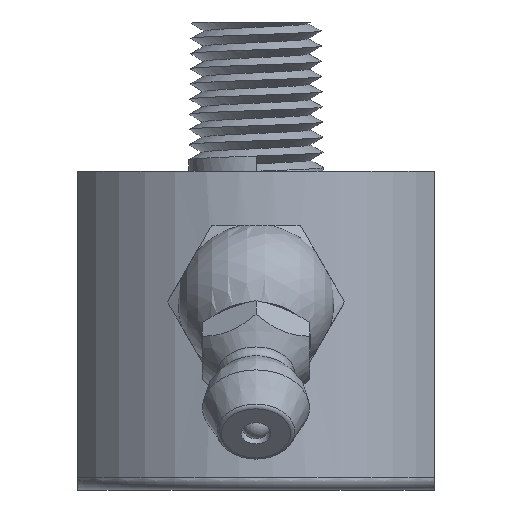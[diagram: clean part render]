
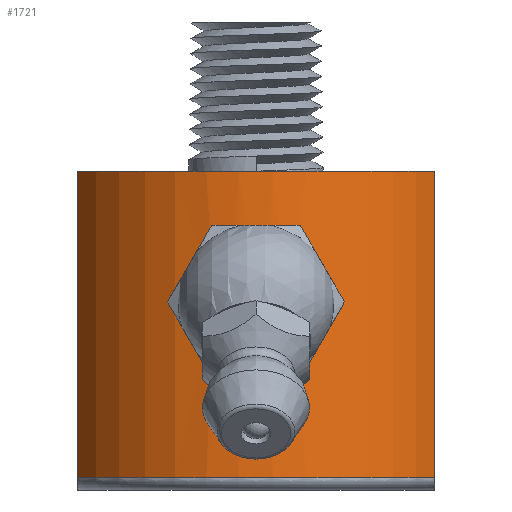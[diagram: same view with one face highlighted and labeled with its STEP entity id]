
A CAD part, front view. The second image highlights one B-rep face of the part: STEP entity #1721.
In plain terms, the highlighted cylindrical face has radius 12.7 mm (diameter 25.4 mm), a partial arc.
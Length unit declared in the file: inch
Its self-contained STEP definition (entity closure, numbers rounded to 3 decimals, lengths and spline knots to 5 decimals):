
#83=FACE_BOUND('',#288,.T.);
#146=CYLINDRICAL_SURFACE('',#1908,0.5);
#184=FACE_OUTER_BOUND('',#287,.T.);
#287=EDGE_LOOP('',(#1278,#1279,#1280,#1281));
#288=EDGE_LOOP('',(#1282,#1283,#1284));
#382=CIRCLE('',#1906,0.5);
#384=CIRCLE('',#1909,0.5);
#502=B_SPLINE_CURVE_WITH_KNOTS('',3,(#4604,#4605,#4606,#4607,#4608,#4609,
#4610,#4611,#4612,#4613),.UNSPECIFIED.,.F.,.F.,(4,2,2,2,4),(0.40508,
0.50634,0.60761,0.70888,0.81015),
 .UNSPECIFIED.);
#503=B_SPLINE_CURVE_WITH_KNOTS('',3,(#4615,#4616,#4617,#4618,#4619,#4620,
#4621,#4622,#4623,#4624),.UNSPECIFIED.,.F.,.F.,(4,2,2,2,4),(0.81015,
0.91142,1.0127,1.11396,1.21523),
 .UNSPECIFIED.);
#504=B_SPLINE_CURVE_WITH_KNOTS('',3,(#4625,#4626,#4627,#4628,#4629,#4630,
#4631,#4632,#4633,#4634,#4635,#4636,#4637,#4638,#4639,#4640,#4641,#4642,
#4643),.UNSPECIFIED.,.F.,.F.,(4,2,2,2,3,2,2,2,4),(1.21523,1.31649,
1.41776,1.51903,1.6203,1.72158,1.82285,
1.92411,2.02538),.UNSPECIFIED.);
#558=LINE('',#4579,#624);
#560=LINE('',#4600,#626);
#624=VECTOR('',#2160,0.3937);
#626=VECTOR('',#2170,0.3937);
#723=VERTEX_POINT('',#4565);
#724=VERTEX_POINT('',#4578);
#726=VERTEX_POINT('',#4583);
#727=VERTEX_POINT('',#4599);
#728=VERTEX_POINT('',#4602);
#729=VERTEX_POINT('',#4603);
#730=VERTEX_POINT('',#4614);
#934=EDGE_CURVE('',#723,#724,#558,.T.);
#937=EDGE_CURVE('',#726,#723,#382,.T.);
#939=EDGE_CURVE('',#726,#727,#560,.T.);
#940=EDGE_CURVE('',#727,#724,#384,.T.);
#941=EDGE_CURVE('',#728,#729,#502,.T.);
#942=EDGE_CURVE('',#729,#730,#503,.T.);
#943=EDGE_CURVE('',#730,#728,#504,.T.);
#1278=ORIENTED_EDGE('',*,*,#937,.F.);
#1279=ORIENTED_EDGE('',*,*,#939,.T.);
#1280=ORIENTED_EDGE('',*,*,#940,.T.);
#1281=ORIENTED_EDGE('',*,*,#934,.F.);
#1282=ORIENTED_EDGE('',*,*,#941,.T.);
#1283=ORIENTED_EDGE('',*,*,#942,.T.);
#1284=ORIENTED_EDGE('',*,*,#943,.T.);
#1721=ADVANCED_FACE('',(#184,#83),#146,.T.);
#1906=AXIS2_PLACEMENT_3D('',#4596,#2164,#2165);
#1908=AXIS2_PLACEMENT_3D('',#4598,#2168,#2169);
#1909=AXIS2_PLACEMENT_3D('',#4601,#2171,#2172);
#2160=DIRECTION('',(0.,0.,1.));
#2164=DIRECTION('center_axis',(0.,0.,-1.));
#2165=DIRECTION('ref_axis',(0.,1.,0.));
#2168=DIRECTION('center_axis',(0.,0.,1.));
#2169=DIRECTION('ref_axis',(1.,0.,0.));
#2170=DIRECTION('',(0.,0.,1.));
#2171=DIRECTION('center_axis',(0.,0.,-1.));
#2172=DIRECTION('ref_axis',(1.,0.,0.));
#4565=CARTESIAN_POINT('',(0.4375,0.24206,0.03));
#4578=CARTESIAN_POINT('',(0.4375,0.24206,0.78));
#4579=CARTESIAN_POINT('',(0.4375,0.24206,0.));
#4583=CARTESIAN_POINT('',(-0.4375,0.24206,0.03));
#4596=CARTESIAN_POINT('Origin',(0.,0.,0.03));
#4598=CARTESIAN_POINT('Origin',(0.,0.,0.));
#4599=CARTESIAN_POINT('',(-0.4375,0.24206,0.78));
#4600=CARTESIAN_POINT('',(-0.4375,0.24206,0.));
#4601=CARTESIAN_POINT('Origin',(0.,0.,0.78));
#4602=CARTESIAN_POINT('',(0.,0.5,0.5655));
#4603=CARTESIAN_POINT('',(-0.1055,0.48874,0.46));
#4604=CARTESIAN_POINT('Ctrl Pts',(0.,0.5,0.5655));
#4605=CARTESIAN_POINT('Ctrl Pts',(-0.01329,0.5,0.5655));
#4606=CARTESIAN_POINT('Ctrl Pts',(-0.02744,0.49942,
0.56284));
#4607=CARTESIAN_POINT('Ctrl Pts',(-0.05342,0.49731,
0.55206));
#4608=CARTESIAN_POINT('Ctrl Pts',(-0.06526,0.49581,
0.54394));
#4609=CARTESIAN_POINT('Ctrl Pts',(-0.08394,0.49299,
0.52526));
#4610=CARTESIAN_POINT('Ctrl Pts',(-0.09206,0.49148,
0.51342));
#4611=CARTESIAN_POINT('Ctrl Pts',(-0.10284,0.48934,
0.48744));
#4612=CARTESIAN_POINT('Ctrl Pts',(-0.1055,0.48874,0.47329));
#4613=CARTESIAN_POINT('Ctrl Pts',(-0.1055,0.48874,0.46));
#4614=CARTESIAN_POINT('',(0.,0.5,0.3545));
#4615=CARTESIAN_POINT('Ctrl Pts',(-0.1055,0.48874,0.46));
#4616=CARTESIAN_POINT('Ctrl Pts',(-0.1055,0.48874,0.44671));
#4617=CARTESIAN_POINT('Ctrl Pts',(-0.10284,0.48934,
0.43256));
#4618=CARTESIAN_POINT('Ctrl Pts',(-0.09206,0.49148,
0.40658));
#4619=CARTESIAN_POINT('Ctrl Pts',(-0.08394,0.49299,
0.39474));
#4620=CARTESIAN_POINT('Ctrl Pts',(-0.06526,0.49581,
0.37606));
#4621=CARTESIAN_POINT('Ctrl Pts',(-0.05342,0.49731,
0.36794));
#4622=CARTESIAN_POINT('Ctrl Pts',(-0.02744,0.49942,
0.35716));
#4623=CARTESIAN_POINT('Ctrl Pts',(-0.01329,0.5,0.3545));
#4624=CARTESIAN_POINT('Ctrl Pts',(0.,0.5,0.3545));
#4625=CARTESIAN_POINT('Ctrl Pts',(0.,0.5,0.3545));
#4626=CARTESIAN_POINT('Ctrl Pts',(0.01329,0.5,0.3545));
#4627=CARTESIAN_POINT('Ctrl Pts',(0.02744,0.49942,
0.35716));
#4628=CARTESIAN_POINT('Ctrl Pts',(0.05342,0.49731,
0.36794));
#4629=CARTESIAN_POINT('Ctrl Pts',(0.06526,0.49581,
0.37606));
#4630=CARTESIAN_POINT('Ctrl Pts',(0.08394,0.49299,0.39474));
#4631=CARTESIAN_POINT('Ctrl Pts',(0.09206,0.49148,
0.40658));
#4632=CARTESIAN_POINT('Ctrl Pts',(0.10284,0.48934,0.43256));
#4633=CARTESIAN_POINT('Ctrl Pts',(0.1055,0.48874,0.44671));
#4634=CARTESIAN_POINT('Ctrl Pts',(0.1055,0.48874,0.46));
#4635=CARTESIAN_POINT('Ctrl Pts',(0.1055,0.48874,0.47329));
#4636=CARTESIAN_POINT('Ctrl Pts',(0.10284,0.48934,0.48744));
#4637=CARTESIAN_POINT('Ctrl Pts',(0.09206,0.49148,
0.51342));
#4638=CARTESIAN_POINT('Ctrl Pts',(0.08394,0.49299,0.52526));
#4639=CARTESIAN_POINT('Ctrl Pts',(0.06526,0.49581,
0.54394));
#4640=CARTESIAN_POINT('Ctrl Pts',(0.05342,0.49731,
0.55206));
#4641=CARTESIAN_POINT('Ctrl Pts',(0.02744,0.49942,0.56284));
#4642=CARTESIAN_POINT('Ctrl Pts',(0.01329,0.5,0.5655));
#4643=CARTESIAN_POINT('Ctrl Pts',(0.,0.5,0.5655));
